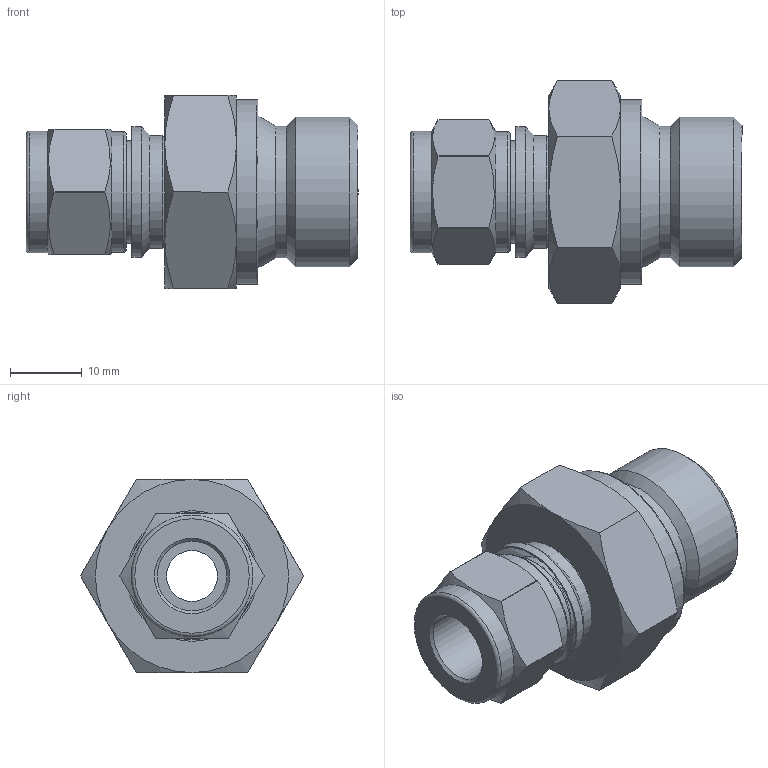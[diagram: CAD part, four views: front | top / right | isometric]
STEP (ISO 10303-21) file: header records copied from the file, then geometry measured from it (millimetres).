
FILE_DESCRIPTION(/* description */ (''),/* implementation_level */ '2;1');
FILE_NAME(/* name */ 'SGMCI-6-8G.stp',/* time_stamp */ '2022-05-06T11:55:06+09:00',/* author */ ('user'),/* organization */ (''),/* preprocessor_version */ 'ST-DEVELOPER v18.1',/* originating_system */ 'Autodesk Inventor 2022',/* authorisation */ '');
FILE_SCHEMA (('AUTOMOTIVE_DESIGN { 1 0 10303 214 3 1 1 }'));
Length unit declared in the file: millimetre
Products named in the file (1): SGMC-6-8G
Bounding box: 46.41 x 31.18 x 27 mm (x, y, z)
Volume: 14423.2 mm3; surface area: 6117.7 mm2
Topology: 1 solids, 1 shells, 66 faces, 144 edges, 87 vertices
Faces by surface type: cone 24, plane 21, cylinder 18, torus 3
Full cylindrical faces by diameter (mm): 7.112 x1, 9.73 x1, 12.5 x1, 13.05 x1, 14.28 x1, 15.8 x1, 16.8 x1, 17 x1, 18.25 x1, 18.4 x1, 20.96 x1, 25.8 x1
Entity records: 1807 total; most frequent: CARTESIAN_POINT 370, DIRECTION 308, ORIENTED_EDGE 288, EDGE_CURVE 144, AXIS2_PLACEMENT_3D 133, VERTEX_POINT 87, EDGE_LOOP 75, CIRCLE 66
